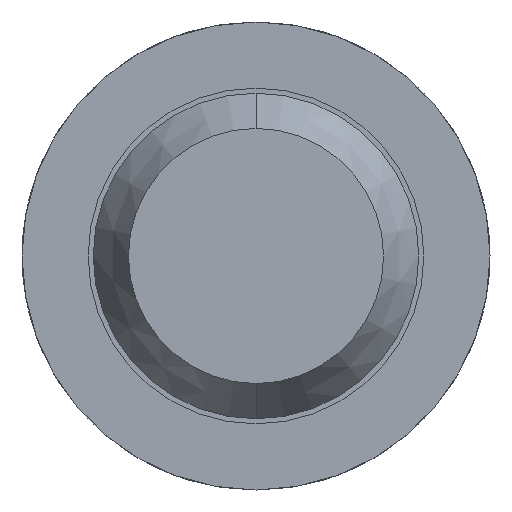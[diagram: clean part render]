
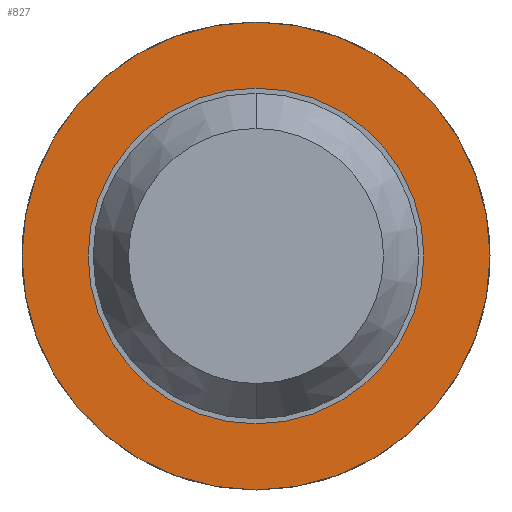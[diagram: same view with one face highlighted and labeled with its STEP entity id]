
A CAD part, front view. The second image highlights one B-rep face of the part: STEP entity #827.
In plain terms, the highlighted planar face has unit normal (0, -1, 0).
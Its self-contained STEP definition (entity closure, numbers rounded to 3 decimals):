
#139 = CARTESIAN_POINT ( 'NONE',  ( 0., -1.7, 0.825 ) ) ;
#184 = CARTESIAN_POINT ( 'NONE',  ( 0.825, -1.7, 0. ) ) ;
#289 = VERTEX_POINT ( 'NONE', #2697 ) ;
#334 = EDGE_CURVE ( 'Defeature ausgef�hrt2_4+Defeature ausgef�hrt2_8+Defeature ausgef�hrt2_8+Defeature ausgef�hrt2_8', #2530, #289, #3025, .T. ) ;
#362 = FACE_BOUND ( 'NONE', #748, .T. ) ;
#651 = DIRECTION ( 'NONE',  ( 0., 1., 0. ) ) ;
#698 = CARTESIAN_POINT ( 'NONE',  ( 0., -1.7, 0. ) ) ;
#748 = EDGE_LOOP ( 'NONE', ( #4281, #4216 ) ) ;
#827 = ADVANCED_FACE ( 'Defeature ausgef�hrt2_8', ( #2561, #362 ), #1156, .F. ) ;
#982 = CIRCLE ( 'NONE', #1317, 1.15 ) ;
#1035 = CIRCLE ( 'NONE', #4095, 0.825 ) ;
#1156 = PLANE ( 'NONE',  #2361 ) ;
#1159 = CARTESIAN_POINT ( 'NONE',  ( 0., -1.7, -0.825 ) ) ;
#1181 = CARTESIAN_POINT ( 'NONE',  ( 0., -1.7, 0. ) ) ;
#1317 = AXIS2_PLACEMENT_3D ( 'NONE', #1888, #3571, #3852 ) ;
#1446 = CIRCLE ( 'NONE', #2898, 0.825 ) ;
#1451 = CARTESIAN_POINT ( 'NONE',  ( 0., -1.7, 1.15 ) ) ;
#1521 = DIRECTION ( 'NONE',  ( 0., 1., 0. ) ) ;
#1750 = AXIS2_PLACEMENT_3D ( 'NONE', #3805, #1753, #2120 ) ;
#1753 = DIRECTION ( 'NONE',  ( 0., 1., 0. ) ) ;
#1888 = CARTESIAN_POINT ( 'NONE',  ( 0., -1.7, 0. ) ) ;
#1933 = EDGE_LOOP ( 'NONE', ( #2684, #2148 ) ) ;
#2120 = DIRECTION ( 'NONE',  ( 0., 0., 1. ) ) ;
#2148 = ORIENTED_EDGE ( 'NONE', *, *, #3305, .F. ) ;
#2327 = EDGE_CURVE ( 'Defeature ausgef�hrt2_8+Defeature ausgef�hrt2_7+Defeature ausgef�hrt2_7+Defeature ausgef�hrt2_7', #3895, #2812, #1446, .T. ) ;
#2361 = AXIS2_PLACEMENT_3D ( 'NONE', #184, #2464, #3791 ) ;
#2464 = DIRECTION ( 'NONE',  ( 0., 1., 0. ) ) ;
#2530 = VERTEX_POINT ( 'NONE', #1451 ) ;
#2561 = FACE_OUTER_BOUND ( 'NONE', #1933, .T. ) ;
#2669 = DIRECTION ( 'NONE',  ( 0., 0., 1. ) ) ;
#2684 = ORIENTED_EDGE ( 'NONE', *, *, #334, .F. ) ;
#2697 = CARTESIAN_POINT ( 'NONE',  ( 0., -1.7, -1.15 ) ) ;
#2702 = EDGE_CURVE ( 'Defeature ausgef�hrt2_8+Defeature ausgef�hrt2_7+Defeature ausgef�hrt2_7+Defeature ausgef�hrt2_7', #2812, #3895, #1035, .T. ) ;
#2812 = VERTEX_POINT ( 'NONE', #139 ) ;
#2898 = AXIS2_PLACEMENT_3D ( 'NONE', #1181, #1521, #3188 ) ;
#3025 = CIRCLE ( 'NONE', #1750, 1.15 ) ;
#3188 = DIRECTION ( 'NONE',  ( 0., 0., 1. ) ) ;
#3305 = EDGE_CURVE ( 'Defeature ausgef�hrt2_4+Defeature ausgef�hrt2_8+Defeature ausgef�hrt2_8+Defeature ausgef�hrt2_8', #289, #2530, #982, .T. ) ;
#3571 = DIRECTION ( 'NONE',  ( 0., 1., 0. ) ) ;
#3791 = DIRECTION ( 'NONE',  ( 0., 0., 1. ) ) ;
#3805 = CARTESIAN_POINT ( 'NONE',  ( 0., -1.7, 0. ) ) ;
#3852 = DIRECTION ( 'NONE',  ( 0., 0., 1. ) ) ;
#3895 = VERTEX_POINT ( 'NONE', #1159 ) ;
#4095 = AXIS2_PLACEMENT_3D ( 'NONE', #698, #651, #2669 ) ;
#4216 = ORIENTED_EDGE ( 'NONE', *, *, #2327, .T. ) ;
#4281 = ORIENTED_EDGE ( 'NONE', *, *, #2702, .T. ) ;
